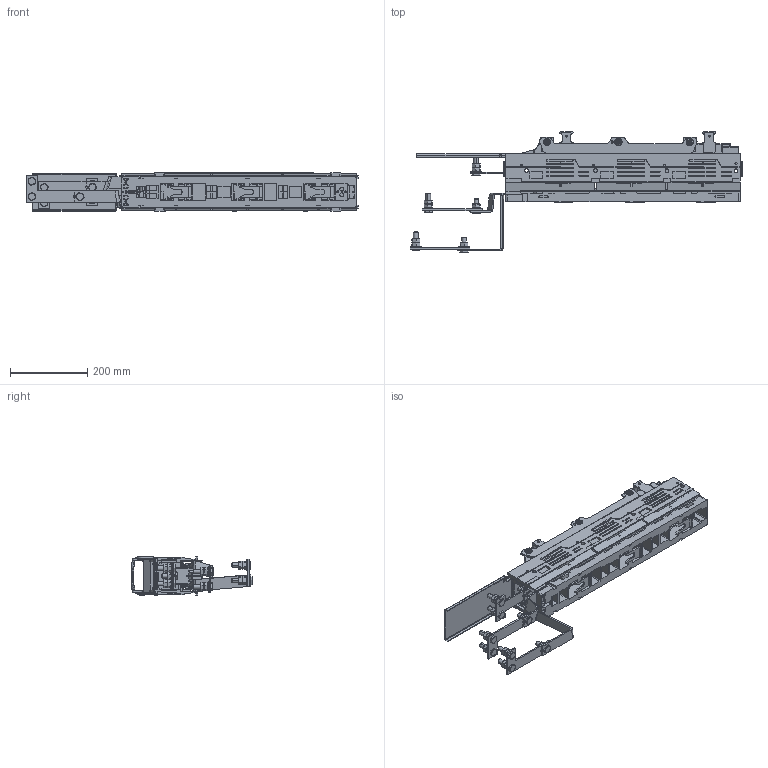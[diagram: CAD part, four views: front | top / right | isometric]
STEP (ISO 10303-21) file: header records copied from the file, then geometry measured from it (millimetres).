
FILE_DESCRIPTION (( 'STEP AP203' ), '1' );
FILE_NAME ('ARS 2-3-TM2 400A Ó.STEP', '2022-10-14T17:34:54', ( '' ), ( '' ), 'SwSTEP 2.0', 'SolidWorks 2018', '' );
FILE_SCHEMA (( 'CONFIG_CONTROL_DESIGN' ));
Products named in the file (1): ARS 2-3-TM2 400A Ó
Bounding box: 860.48 x 313.34 x 99.9 mm (x, y, z)
Surface area: 977038.1 mm2 (no closed solid volume)
Topology: 0 solids, 132 shells, 2502 faces, 9537 edges, 7004 vertices
Faces by surface type: plane 1422, cylinder 763, cone 190, bspline 59, sphere 35, torus 33
Entity records: 108085 total; most frequent: CARTESIAN_POINT 29469, DIRECTION 15994, ORIENTED_EDGE 14702, EDGE_CURVE 9522, VERTEX_POINT 7004, LINE 6568, VECTOR 6568, AXIS2_PLACEMENT_3D 4713
